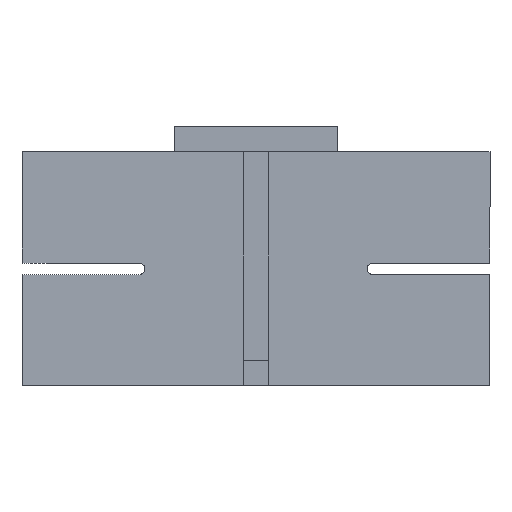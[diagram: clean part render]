
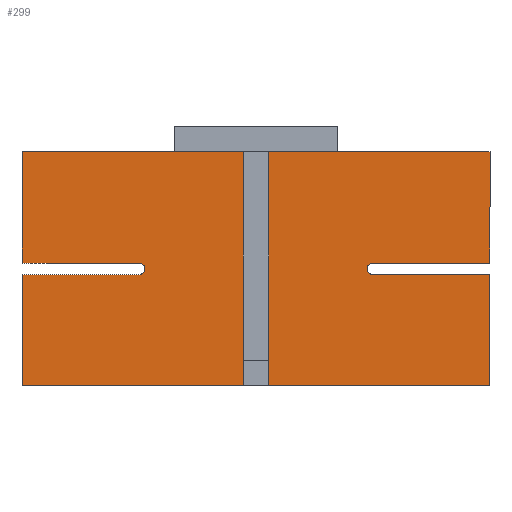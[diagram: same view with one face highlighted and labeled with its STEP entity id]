
A CAD part, front view. The second image highlights one B-rep face of the part: STEP entity #299.
In plain terms, the highlighted planar face has unit normal (0, -1, 0).
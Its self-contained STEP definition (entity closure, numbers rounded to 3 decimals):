
#7 = ORIENTED_EDGE ( 'NONE', *, *, #1026, .F. ) ;
#21 = VERTEX_POINT ( 'NONE', #436 ) ;
#42 = DIRECTION ( 'NONE',  ( 0., 0., 1. ) ) ;
#43 = CARTESIAN_POINT ( 'NONE',  ( -100., 978., -95. ) ) ;
#48 = VECTOR ( 'NONE', #1075, 1000. ) ;
#55 = VERTEX_POINT ( 'NONE', #535 ) ;
#93 = CARTESIAN_POINT ( 'NONE',  ( 200., 978., -100. ) ) ;
#103 = CARTESIAN_POINT ( 'NONE',  ( 0., 978., 0. ) ) ;
#107 = VECTOR ( 'NONE', #785, 1000. ) ;
#168 = ORIENTED_EDGE ( 'NONE', *, *, #844, .F. ) ;
#173 = VECTOR ( 'NONE', #233, 1000. ) ;
#175 = CARTESIAN_POINT ( 'NONE',  ( 200.01, 978., 0.01 ) ) ;
#208 = CARTESIAN_POINT ( 'NONE',  ( -200., 978., -200. ) ) ;
#209 = VECTOR ( 'NONE', #610, 1000. ) ;
#227 = EDGE_CURVE ( 'NONE', #575, #1213, #834, .T. ) ;
#233 = DIRECTION ( 'NONE',  ( 0., 0., -1. ) ) ;
#240 = VECTOR ( 'NONE', #504, 1000. ) ;
#272 = VECTOR ( 'NONE', #1287, 1000. ) ;
#284 = CIRCLE ( 'NONE', #1173, 5. ) ;
#296 = EDGE_LOOP ( 'NONE', ( #7, #168, #389, #693, #659, #706, #403, #753, #719, #1114, #406, #1233 ) ) ;
#297 = LINE ( 'NONE', #797, #48 ) ;
#299 = ADVANCED_FACE ( 'NONE', ( #1265 ), #1040, .T. ) ;
#310 = LINE ( 'NONE', #707, #240 ) ;
#311 = LINE ( 'NONE', #585, #621 ) ;
#332 = CARTESIAN_POINT ( 'NONE',  ( 200., 978., -95. ) ) ;
#346 = CIRCLE ( 'NONE', #1130, 5. ) ;
#363 = LINE ( 'NONE', #425, #173 ) ;
#386 = DIRECTION ( 'NONE',  ( 0., 0., -1. ) ) ;
#389 = ORIENTED_EDGE ( 'NONE', *, *, #450, .F. ) ;
#395 = CARTESIAN_POINT ( 'NONE',  ( 200., 978., -105. ) ) ;
#403 = ORIENTED_EDGE ( 'NONE', *, *, #654, .T. ) ;
#406 = ORIENTED_EDGE ( 'NONE', *, *, #574, .F. ) ;
#421 = CARTESIAN_POINT ( 'NONE',  ( 0., 978., -105. ) ) ;
#425 = CARTESIAN_POINT ( 'NONE',  ( 200., 978., -47.5 ) ) ;
#433 = VERTEX_POINT ( 'NONE', #499 ) ;
#436 = CARTESIAN_POINT ( 'NONE',  ( 100., 978., -95. ) ) ;
#450 = EDGE_CURVE ( 'NONE', #1213, #1108, #1231, .T. ) ;
#451 = DIRECTION ( 'NONE',  ( 0., -1., 0. ) ) ;
#455 = EDGE_CURVE ( 'NONE', #1205, #21, #346, .T. ) ;
#458 = LINE ( 'NONE', #421, #685 ) ;
#464 = EDGE_CURVE ( 'NONE', #1197, #575, #310, .T. ) ;
#477 = EDGE_CURVE ( 'NONE', #1235, #55, #297, .T. ) ;
#499 = CARTESIAN_POINT ( 'NONE',  ( 200., 978., 0. ) ) ;
#504 = DIRECTION ( 'NONE',  ( -1., 0., 0. ) ) ;
#508 = DIRECTION ( 'NONE',  ( -1., 0., 0. ) ) ;
#527 = LINE ( 'NONE', #1187, #272 ) ;
#533 = VERTEX_POINT ( 'NONE', #395 ) ;
#535 = CARTESIAN_POINT ( 'NONE',  ( -200., 978., 0. ) ) ;
#574 = EDGE_CURVE ( 'NONE', #55, #433, #901, .T. ) ;
#575 = VERTEX_POINT ( 'NONE', #208 ) ;
#585 = CARTESIAN_POINT ( 'NONE',  ( -150., 978., -95. ) ) ;
#597 = CARTESIAN_POINT ( 'NONE',  ( -200., 978., -105. ) ) ;
#610 = DIRECTION ( 'NONE',  ( 1., 0., 0. ) ) ;
#621 = VECTOR ( 'NONE', #1267, 1000. ) ;
#653 = AXIS2_PLACEMENT_3D ( 'NONE', #175, #674, #1259 ) ;
#654 = EDGE_CURVE ( 'NONE', #533, #1205, #458, .T. ) ;
#659 = ORIENTED_EDGE ( 'NONE', *, *, #464, .F. ) ;
#667 = EDGE_CURVE ( 'NONE', #433, #1250, #363, .T. ) ;
#674 = DIRECTION ( 'NONE',  ( 0., -1., 0. ) ) ;
#685 = VECTOR ( 'NONE', #508, 1000. ) ;
#693 = ORIENTED_EDGE ( 'NONE', *, *, #227, .F. ) ;
#706 = ORIENTED_EDGE ( 'NONE', *, *, #1179, .T. ) ;
#707 = CARTESIAN_POINT ( 'NONE',  ( 0., 978., -200. ) ) ;
#719 = ORIENTED_EDGE ( 'NONE', *, *, #1094, .T. ) ;
#753 = ORIENTED_EDGE ( 'NONE', *, *, #455, .T. ) ;
#785 = DIRECTION ( 'NONE',  ( 1., 0., 0. ) ) ;
#797 = CARTESIAN_POINT ( 'NONE',  ( -200., 978., -47.5 ) ) ;
#801 = CARTESIAN_POINT ( 'NONE',  ( 100., 978., -100. ) ) ;
#834 = LINE ( 'NONE', #1243, #1280 ) ;
#843 = CARTESIAN_POINT ( 'NONE',  ( -100., 978., -100. ) ) ;
#844 = EDGE_CURVE ( 'NONE', #1108, #907, #284, .T. ) ;
#895 = DIRECTION ( 'NONE',  ( 0., 1., 0. ) ) ;
#898 = VECTOR ( 'NONE', #989, 1000. ) ;
#901 = LINE ( 'NONE', #103, #209 ) ;
#907 = VERTEX_POINT ( 'NONE', #43 ) ;
#989 = DIRECTION ( 'NONE',  ( 0., 0., 1. ) ) ;
#1025 = CARTESIAN_POINT ( 'NONE',  ( -200., 978., -95. ) ) ;
#1026 = EDGE_CURVE ( 'NONE', #907, #1235, #311, .T. ) ;
#1040 = PLANE ( 'NONE',  #653 ) ;
#1044 = DIRECTION ( 'NONE',  ( 0., 0., -1. ) ) ;
#1075 = DIRECTION ( 'NONE',  ( 0., 0., 1. ) ) ;
#1079 = CARTESIAN_POINT ( 'NONE',  ( 100., 978., -105. ) ) ;
#1084 = CARTESIAN_POINT ( 'NONE',  ( 200., 978., -200. ) ) ;
#1088 = CARTESIAN_POINT ( 'NONE',  ( -100., 978., -105. ) ) ;
#1094 = EDGE_CURVE ( 'NONE', #21, #1250, #527, .T. ) ;
#1108 = VERTEX_POINT ( 'NONE', #1088 ) ;
#1114 = ORIENTED_EDGE ( 'NONE', *, *, #667, .F. ) ;
#1130 = AXIS2_PLACEMENT_3D ( 'NONE', #801, #895, #386 ) ;
#1167 = CARTESIAN_POINT ( 'NONE',  ( -150., 978., -105. ) ) ;
#1173 = AXIS2_PLACEMENT_3D ( 'NONE', #843, #451, #1044 ) ;
#1179 = EDGE_CURVE ( 'NONE', #1197, #533, #1263, .T. ) ;
#1187 = CARTESIAN_POINT ( 'NONE',  ( 0., 978., -95. ) ) ;
#1197 = VERTEX_POINT ( 'NONE', #1084 ) ;
#1205 = VERTEX_POINT ( 'NONE', #1079 ) ;
#1213 = VERTEX_POINT ( 'NONE', #597 ) ;
#1231 = LINE ( 'NONE', #1167, #107 ) ;
#1233 = ORIENTED_EDGE ( 'NONE', *, *, #477, .F. ) ;
#1235 = VERTEX_POINT ( 'NONE', #1025 ) ;
#1243 = CARTESIAN_POINT ( 'NONE',  ( -200., 978., -152.5 ) ) ;
#1250 = VERTEX_POINT ( 'NONE', #332 ) ;
#1259 = DIRECTION ( 'NONE',  ( -1., 0., 0. ) ) ;
#1263 = LINE ( 'NONE', #93, #898 ) ;
#1265 = FACE_OUTER_BOUND ( 'NONE', #296, .T. ) ;
#1267 = DIRECTION ( 'NONE',  ( -1., 0., 0. ) ) ;
#1280 = VECTOR ( 'NONE', #42, 1000. ) ;
#1287 = DIRECTION ( 'NONE',  ( 1., 0., 0. ) ) ;
